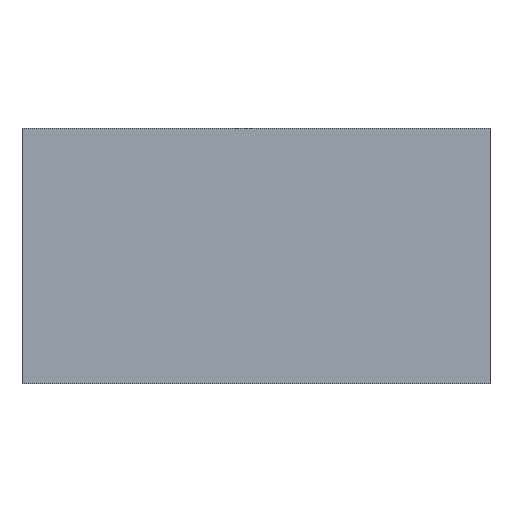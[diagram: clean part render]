
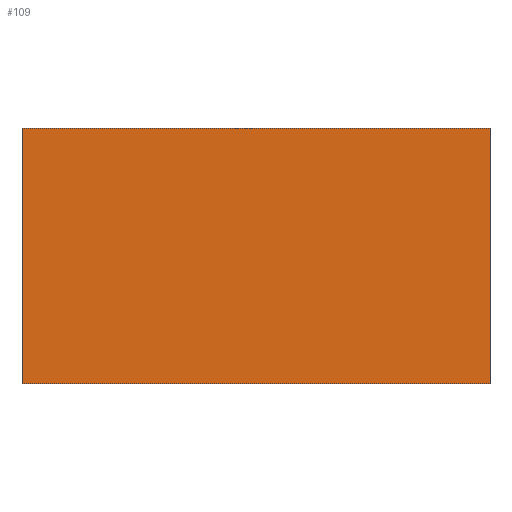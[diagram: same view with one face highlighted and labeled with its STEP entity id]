
A CAD part, top view. The second image highlights one B-rep face of the part: STEP entity #109.
In plain terms, the highlighted planar face has unit normal (0, 0, 1).
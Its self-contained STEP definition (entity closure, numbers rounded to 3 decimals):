
#7 = VERTEX_POINT ( 'NONE', #189 ) ;
#11 = VECTOR ( 'NONE', #127, 1000. ) ;
#15 = EDGE_CURVE ( 'NONE', #7, #92, #235, .T. ) ;
#17 = CARTESIAN_POINT ( 'NONE',  ( -99., 54., 0. ) ) ;
#19 = LINE ( 'NONE', #211, #78 ) ;
#27 = DIRECTION ( 'NONE',  ( 1., 0., 0. ) ) ;
#37 = CARTESIAN_POINT ( 'NONE',  ( -99., 0., 0. ) ) ;
#40 = ORIENTED_EDGE ( 'NONE', *, *, #15, .F. ) ;
#51 = VERTEX_POINT ( 'NONE', #55 ) ;
#55 = CARTESIAN_POINT ( 'NONE',  ( 0., 0., 0. ) ) ;
#60 = PLANE ( 'NONE',  #210 ) ;
#74 = ORIENTED_EDGE ( 'NONE', *, *, #101, .F. ) ;
#78 = VECTOR ( 'NONE', #224, 1000. ) ;
#84 = EDGE_LOOP ( 'NONE', ( #234, #40, #237, #74 ) ) ;
#92 = VERTEX_POINT ( 'NONE', #17 ) ;
#93 = VERTEX_POINT ( 'NONE', #94 ) ;
#94 = CARTESIAN_POINT ( 'NONE',  ( 0., 54., 0. ) ) ;
#101 = EDGE_CURVE ( 'NONE', #93, #51, #19, .T. ) ;
#109 = ADVANCED_FACE ( 'NONE', ( #120 ), #60, .T. ) ;
#111 = VECTOR ( 'NONE', #166, 1000. ) ;
#114 = EDGE_CURVE ( 'NONE', #92, #93, #169, .T. ) ;
#118 = LINE ( 'NONE', #209, #199 ) ;
#120 = FACE_OUTER_BOUND ( 'NONE', #84, .T. ) ;
#127 = DIRECTION ( 'NONE',  ( 0., 1., 0. ) ) ;
#135 = CARTESIAN_POINT ( 'NONE',  ( -99., 54., 0. ) ) ;
#166 = DIRECTION ( 'NONE',  ( 1., 0., 0. ) ) ;
#167 = DIRECTION ( 'NONE',  ( -1., 0., 0. ) ) ;
#169 = LINE ( 'NONE', #135, #111 ) ;
#189 = CARTESIAN_POINT ( 'NONE',  ( -99., 0., 0. ) ) ;
#191 = CARTESIAN_POINT ( 'NONE',  ( 0., 54., 0. ) ) ;
#193 = DIRECTION ( 'NONE',  ( 0., 0., 1. ) ) ;
#199 = VECTOR ( 'NONE', #167, 1000. ) ;
#206 = EDGE_CURVE ( 'NONE', #51, #7, #118, .T. ) ;
#209 = CARTESIAN_POINT ( 'NONE',  ( 0., 0., 0. ) ) ;
#210 = AXIS2_PLACEMENT_3D ( 'NONE', #191, #193, #27 ) ;
#211 = CARTESIAN_POINT ( 'NONE',  ( 0., 54., 0. ) ) ;
#224 = DIRECTION ( 'NONE',  ( 0., -1., 0. ) ) ;
#234 = ORIENTED_EDGE ( 'NONE', *, *, #114, .F. ) ;
#235 = LINE ( 'NONE', #37, #11 ) ;
#237 = ORIENTED_EDGE ( 'NONE', *, *, #206, .F. ) ;
